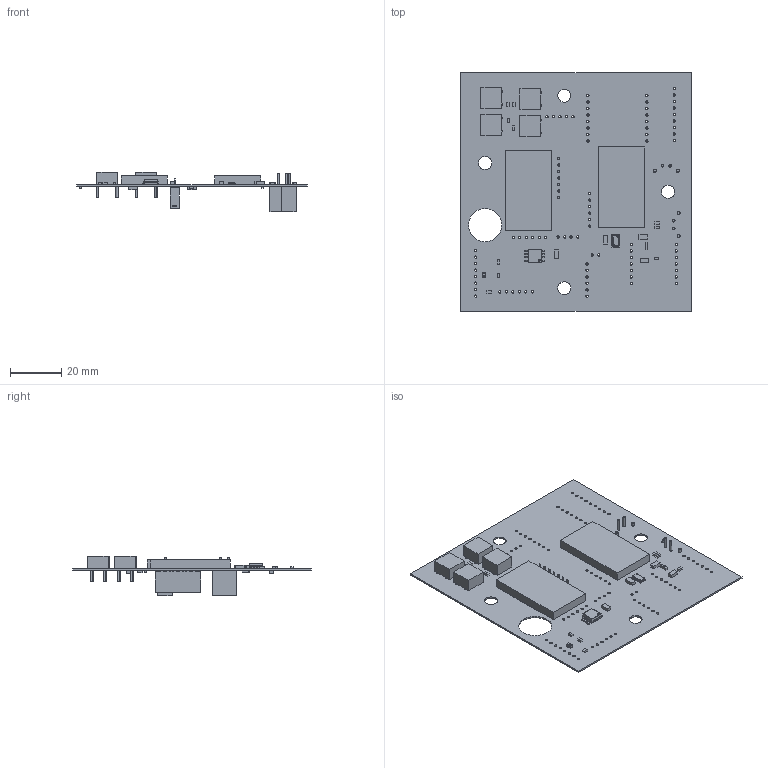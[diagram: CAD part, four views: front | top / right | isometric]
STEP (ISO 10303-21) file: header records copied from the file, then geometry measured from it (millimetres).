
FILE_DESCRIPTION(('Open CASCADE Model'),'2;1');
FILE_NAME('Open CASCADE Shape Model','2022-05-16T15:07:41',('Author'),( 'Open CASCADE'),'Open CASCADE STEP processor 6.8','Open CASCADE 6.8' ,'Unknown');
FILE_SCHEMA(('AUTOMOTIVE_DESIGN { 1 0 10303 214 1 1 1 1 }'));
Length unit declared in the file: millimetre
Products named in the file (1): PCB
Bounding box: 90.27 x 93.37 x 15.62 mm (x, y, z)
Volume: 12229.6 mm3; surface area: 24159.3 mm2
Topology: 229 solids, 381 shells, 1708 faces, 3791 edges, 2719 vertices
Faces by surface type: plane 1431, cylinder 269, bspline 8
Full cylindrical faces by diameter (mm): 0.66 x1, 0.8 x64, 0.82 x16, 0.9 x82, 0.95 x7, 1 x16, 1.02 x4, 1.07 x16, 1.27 x4, 5.08 x4, 13.004 x1
Entity records: 49862 total; most frequent: CARTESIAN_POINT 8803, DIRECTION 7687, ORIENTED_EDGE 6890, EDGE_CURVE 3791, LINE 3249, VECTOR 3249, VERTEX_POINT 2719, AXIS2_PLACEMENT_3D 2219
